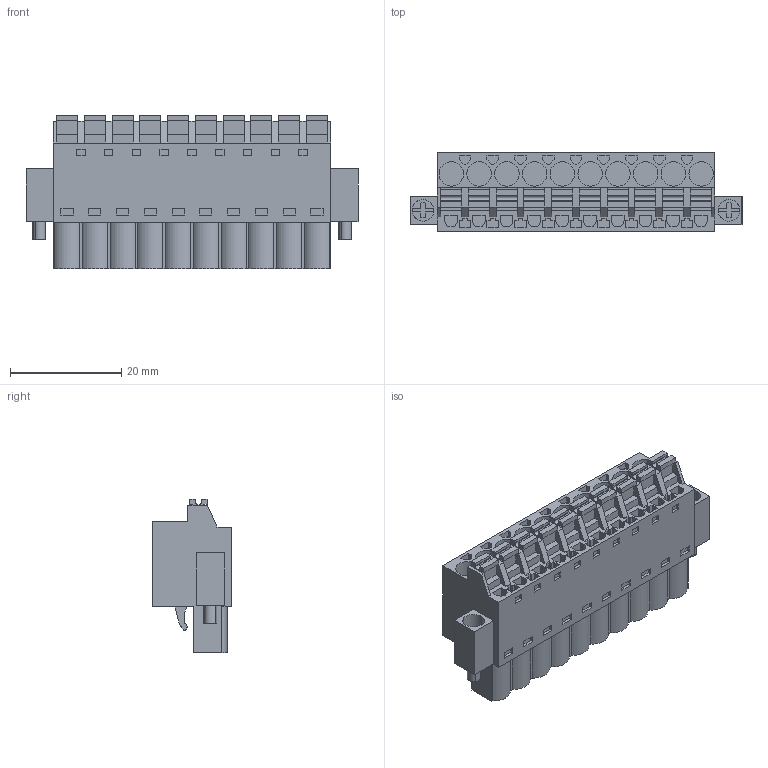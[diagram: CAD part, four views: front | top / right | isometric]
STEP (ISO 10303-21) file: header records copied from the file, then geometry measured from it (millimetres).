
FILE_DESCRIPTION(('CATIA V5 STEP Exchange','CAx-IF Rec.Pracs.--- Model Styling and Organization---1.2---2011-12-15'),'2;1');
FILE_NAME ('D1446714_0_1017330000_1017330000.stp','2017-04-27T10:18:51+00:00',('none'),('Weidmueller'),'CATIA Version 5-6 Release 2014','CATIA V5 STEP AP214','none');
FILE_SCHEMA(('AUTOMOTIVE_DESIGN { 1 0 10303 214 1 1 1 1 }'));
Length unit declared in the file: millimetre
Products named in the file (1): 1017330000
Bounding box: 59.8 x 14.2 x 27.73 mm (x, y, z)
Volume: 12955.7 mm3; surface area: 7498.1 mm2
Topology: 13 solids, 13 shells, 893 faces, 2573 edges, 1791 vertices
Faces by surface type: plane 795, cylinder 94, extrusion 4
Entity records: 28681 total; most frequent: CARTESIAN_POINT 5277, ORIENTED_EDGE 5146, DIRECTION 3743, EDGE_CURVE 2573, VECTOR 2354, LINE 2350, VERTEX_POINT 1791, EDGE_LOOP 1000
